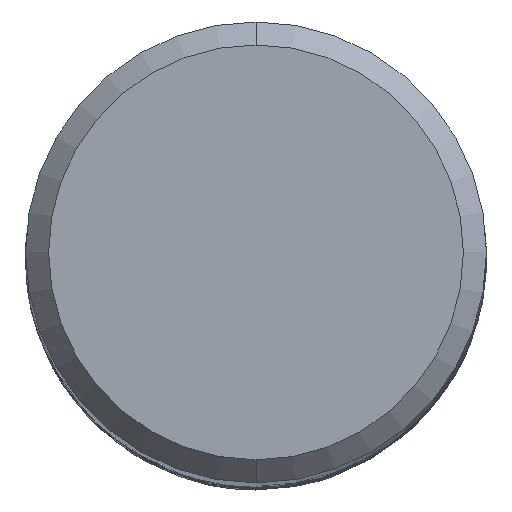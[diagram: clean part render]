
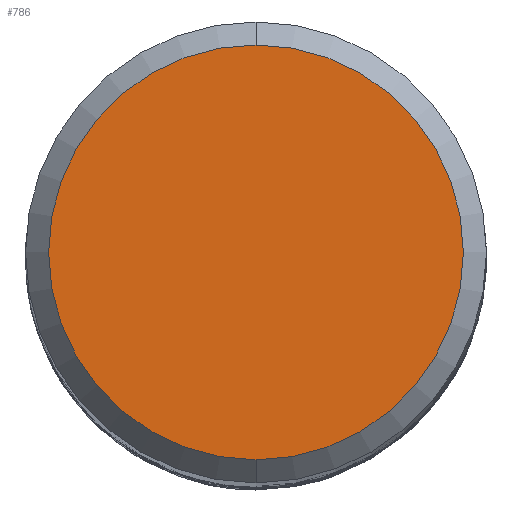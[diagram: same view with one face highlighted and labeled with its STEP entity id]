
A CAD part, top view. The second image highlights one B-rep face of the part: STEP entity #786.
In plain terms, the highlighted planar face has unit normal (0, 0, 1).
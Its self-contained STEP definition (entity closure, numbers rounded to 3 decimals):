
#786=ADVANCED_FACE('',(#1892),#1893,.T.);
#964=EDGE_CURVE('',#1336,#1394,#2087,.T.);
#1220=EDGE_CURVE('',#1394,#1336,#2364,.T.);
#1336=VERTEX_POINT('',#2490);
#1394=VERTEX_POINT('',#2552);
#1892=FACE_OUTER_BOUND('',#6502,.T.);
#1893=PLANE('',#6503);
#2087=CIRCLE('',#8862,4.5);
#2364=CIRCLE('',#12714,4.5);
#2490=CARTESIAN_POINT('',(0.0,4.5,0.0));
#2552=CARTESIAN_POINT('',(0.,-4.5,0.0));
#6502=EDGE_LOOP('',(#16603,#16604));
#6503=AXIS2_PLACEMENT_3D('',#16605,#16606,#16607);
#8862=AXIS2_PLACEMENT_3D('',#16800,#16801,#16802);
#12714=AXIS2_PLACEMENT_3D('',#17080,#17081,#17082);
#16603=ORIENTED_EDGE('',*,*,#964,.F.);
#16604=ORIENTED_EDGE('',*,*,#1220,.F.);
#16605=CARTESIAN_POINT('',(0.0,2.25,0.0));
#16606=DIRECTION('',(-0.0,0.0,1.0));
#16607=DIRECTION('',(0.0,-1.0,0.0));
#16800=CARTESIAN_POINT('',(0.0,0.0,0.0));
#16801=DIRECTION('',(0.0,0.0,-1.0));
#16802=DIRECTION('',(0.0,1.0,0.0));
#17080=CARTESIAN_POINT('',(0.0,0.0,0.0));
#17081=DIRECTION('',(0.0,0.0,-1.0));
#17082=DIRECTION('',(0.0,1.0,0.0));
